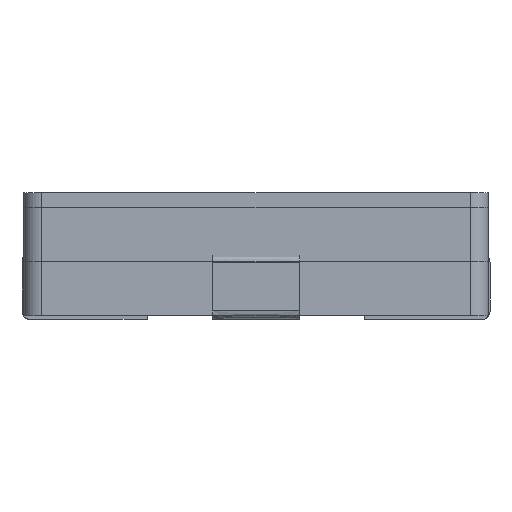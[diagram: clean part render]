
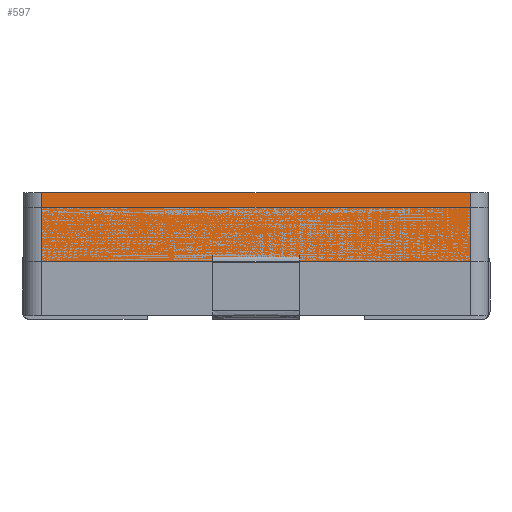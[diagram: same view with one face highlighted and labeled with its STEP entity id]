
A CAD part, left-side view. The second image highlights one B-rep face of the part: STEP entity #597.
In plain terms, the highlighted planar face has unit normal (-1, 0, 0).
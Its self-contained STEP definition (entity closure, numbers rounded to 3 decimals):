
#597 = ADVANCED_FACE( '', ( #1215 ), #1216, .F. );
#1215 = FACE_OUTER_BOUND( '', #1871, .T. );
#1216 = PLANE( '', #1872 );
#1871 = EDGE_LOOP( '', ( #3868, #3869, #3870, #3871 ) );
#1872 = AXIS2_PLACEMENT_3D( '', #3872, #3873, #3874 );
#3868 = ORIENTED_EDGE( '', *, *, #4797, .T. );
#3869 = ORIENTED_EDGE( '', *, *, #4771, .F. );
#3870 = ORIENTED_EDGE( '', *, *, #4523, .F. );
#3871 = ORIENTED_EDGE( '', *, *, #4845, .T. );
#3872 = CARTESIAN_POINT( '', ( -6.4, 5.9, 1.9 ) );
#3873 = DIRECTION( '', ( 1., 0., 0. ) );
#3874 = DIRECTION( '', ( 0., 0., -1. ) );
#4523 = EDGE_CURVE( '', #6414, #6409, #6416, .T. );
#4771 = EDGE_CURVE( '', #6409, #6755, #6757, .T. );
#4797 = EDGE_CURVE( '', #6786, #6755, #6787, .T. );
#4845 = EDGE_CURVE( '', #6414, #6786, #6838, .T. );
#6409 = VERTEX_POINT( '', #8733 );
#6414 = VERTEX_POINT( '', #8739 );
#6416 = LINE( '', #8741, #8742 );
#6755 = VERTEX_POINT( '', #9560 );
#6757 = LINE( '', #9562, #9563 );
#6786 = VERTEX_POINT( '', #9607 );
#6787 = LINE( '', #9608, #9609 );
#6838 = LINE( '', #9694, #9695 );
#8733 = CARTESIAN_POINT( '', ( -6.4, -5.9, 1.9 ) );
#8739 = CARTESIAN_POINT( '', ( -6.4, 5.9, 1.9 ) );
#8741 = CARTESIAN_POINT( '', ( -6.4, 5.9, 1.9 ) );
#8742 = VECTOR( '', #10073, 1000. );
#9560 = CARTESIAN_POINT( '', ( -6.4, -5.9, 0. ) );
#9562 = CARTESIAN_POINT( '', ( -6.4, -5.9, 1.9 ) );
#9563 = VECTOR( '', #10175, 1000. );
#9607 = CARTESIAN_POINT( '', ( -6.4, 5.9, 0. ) );
#9608 = CARTESIAN_POINT( '', ( -6.4, 5.9, 0. ) );
#9609 = VECTOR( '', #10188, 1000. );
#9694 = CARTESIAN_POINT( '', ( -6.4, 5.9, 1.9 ) );
#9695 = VECTOR( '', #10204, 1000. );
#10073 = DIRECTION( '', ( 0., -1., 0. ) );
#10175 = DIRECTION( '', ( 0., 0., -1. ) );
#10188 = DIRECTION( '', ( 0., -1., 0. ) );
#10204 = DIRECTION( '', ( 0., 0., -1. ) );
